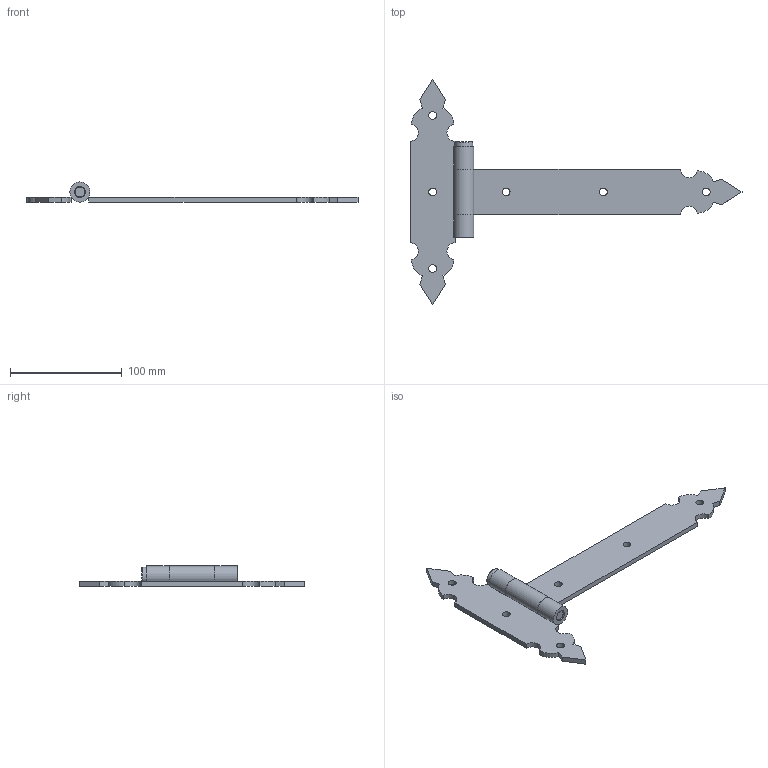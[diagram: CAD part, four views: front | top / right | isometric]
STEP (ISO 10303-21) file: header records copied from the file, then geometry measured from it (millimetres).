
FILE_DESCRIPTION(('FreeCAD Model'),'2;1');
FILE_NAME('Hinge_200.step', '2017-01-10T13:17:45',('Author'),(''), 'Open CASCADE STEP processor 6.8','FreeCAD','Unknown');
FILE_SCHEMA(('AUTOMOTIVE_DESIGN_CC2 { 1 2 10303 214 -1 1 5 4 }'));
Length unit declared in the file: millimetre
Products named in the file (4): ASSEMBLY; Fusion; Fusion001; Fusion002
Assembly tree (3 placements, depth 2):
  ASSEMBLY
    Fusion
    Fusion001
    Fusion002
Bounding box: 296.97 x 201 x 18 mm (x, y, z)
Volume: 87463.1 mm3; surface area: 45924.5 mm2
Topology: 3 solids, 3 shells, 56 faces, 151 edges, 102 vertices
Faces by surface type: plane 28, cylinder 26, torus 2
Full cylindrical faces by diameter (mm): 7 x6, 9.8 x1, 10.1 x3, 16 x1
Entity records: 4354 total; most frequent: CARTESIAN_POINT 1274, DIRECTION 560, ORIENTED_EDGE 302, PCURVE 302, DEFINITIONAL_REPRESENTATION 302, LINE 292, VECTOR 292, EDGE_CURVE 151
